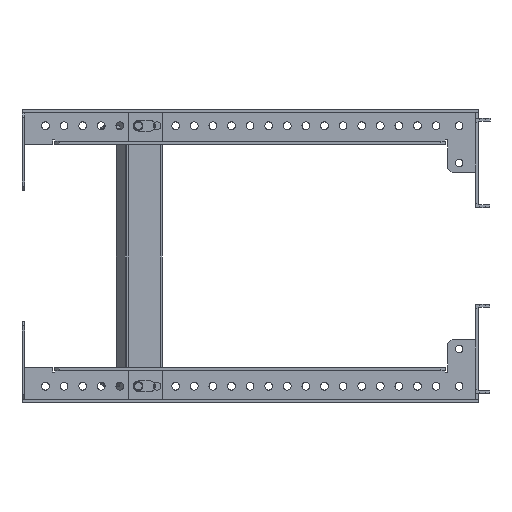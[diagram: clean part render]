
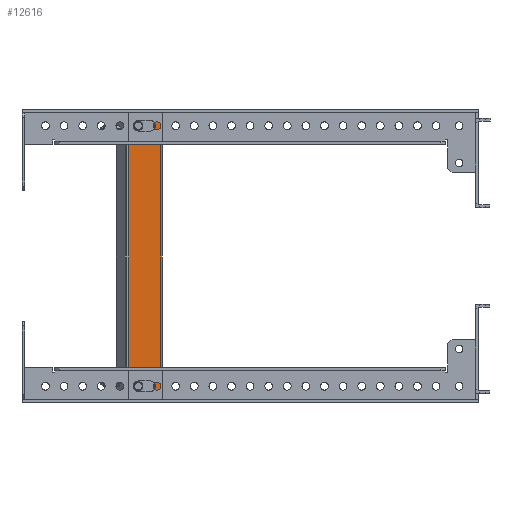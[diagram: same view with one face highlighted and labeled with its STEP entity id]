
A CAD part, front view. The second image highlights one B-rep face of the part: STEP entity #12616.
In plain terms, the highlighted planar face has unit normal (0, -1, 0).
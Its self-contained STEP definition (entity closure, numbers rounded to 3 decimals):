
#741 = DIRECTION ( 'NONE',  ( 0., -1., 0. ) ) ;
#782 = LINE ( 'NONE', #13724, #23594 ) ;
#865 = DIRECTION ( 'NONE',  ( 1., 0., 0. ) ) ;
#918 = DIRECTION ( 'NONE',  ( -1., 0., 0. ) ) ;
#1320 = LINE ( 'NONE', #27501, #1584 ) ;
#1323 = CARTESIAN_POINT ( 'NONE',  ( 1112.302, -254., -84. ) ) ;
#1419 = FACE_BOUND ( 'NONE', #28110, .T. ) ;
#1584 = VECTOR ( 'NONE', #17276, 1000. ) ;
#1775 = DIRECTION ( 'NONE',  ( -1., 0., 0. ) ) ;
#2221 = AXIS2_PLACEMENT_3D ( 'NONE', #17344, #17842, #25057 ) ;
#2468 = DIRECTION ( 'NONE',  ( -1., 0., 0. ) ) ;
#2492 = EDGE_CURVE ( 'NONE', #12914, #14564, #782, .T. ) ;
#2682 = CARTESIAN_POINT ( 'NONE',  ( 1128.304, -254., -97.5 ) ) ;
#2944 = LINE ( 'NONE', #15523, #15923 ) ;
#3074 = CARTESIAN_POINT ( 'NONE',  ( 1128.304, -254., -100.859 ) ) ;
#3177 = VECTOR ( 'NONE', #20552, 1000. ) ;
#3507 = VECTOR ( 'NONE', #11810, 1000. ) ;
#4466 = CARTESIAN_POINT ( 'NONE',  ( 1108.802, -254., 87.5 ) ) ;
#5185 = ORIENTED_EDGE ( 'NONE', *, *, #20354, .F. ) ;
#5603 = LINE ( 'NONE', #3074, #13774 ) ;
#5923 = CARTESIAN_POINT ( 'NONE',  ( 1112.302, -254., -91. ) ) ;
#6220 = ORIENTED_EDGE ( 'NONE', *, *, #11758, .F. ) ;
#6245 = EDGE_CURVE ( 'NONE', #23662, #22036, #16481, .T. ) ;
#6413 = ORIENTED_EDGE ( 'NONE', *, *, #22516, .T. ) ;
#7810 = AXIS2_PLACEMENT_3D ( 'NONE', #23076, #33400, #28329 ) ;
#8582 = ORIENTED_EDGE ( 'NONE', *, *, #15432, .T. ) ;
#9228 = PLANE ( 'NONE',  #23354 ) ;
#9577 = CARTESIAN_POINT ( 'NONE',  ( 1112.302, -254., 87.5 ) ) ;
#9933 = CARTESIAN_POINT ( 'NONE',  ( 1112.302, -254., 87.5 ) ) ;
#10405 = VERTEX_POINT ( 'NONE', #19533 ) ;
#10517 = VERTEX_POINT ( 'NONE', #28026 ) ;
#10933 = CIRCLE ( 'NONE', #2221, 3.5 ) ;
#11169 = DIRECTION ( 'NONE',  ( -1., 0., 0. ) ) ;
#11758 = EDGE_CURVE ( 'NONE', #14564, #10517, #13610, .T. ) ;
#11794 = ORIENTED_EDGE ( 'NONE', *, *, #32429, .F. ) ;
#11810 = DIRECTION ( 'NONE',  ( 1., 0., 0. ) ) ;
#12616 = ADVANCED_FACE ( 'NONE', ( #24754, #1419, #14529 ), #9228, .F. ) ;
#12804 = LINE ( 'NONE', #25061, #30639 ) ;
#12914 = VERTEX_POINT ( 'NONE', #2682 ) ;
#13158 = EDGE_CURVE ( 'NONE', #26795, #32136, #1320, .T. ) ;
#13212 = CARTESIAN_POINT ( 'NONE',  ( 1108.802, -254., -87.5 ) ) ;
#13245 = EDGE_LOOP ( 'NONE', ( #31650, #6413, #29426, #8582, #29715 ) ) ;
#13380 = ORIENTED_EDGE ( 'NONE', *, *, #22469, .F. ) ;
#13610 = LINE ( 'NONE', #31590, #3177 ) ;
#13724 = CARTESIAN_POINT ( 'NONE',  ( 1150.146, -254., -97.5 ) ) ;
#13774 = VECTOR ( 'NONE', #15999, 1000. ) ;
#13815 = LINE ( 'NONE', #5923, #27218 ) ;
#14014 = DIRECTION ( 'NONE',  ( 0., -1., 0. ) ) ;
#14059 = ORIENTED_EDGE ( 'NONE', *, *, #32530, .F. ) ;
#14230 = AXIS2_PLACEMENT_3D ( 'NONE', #9933, #27985, #2468 ) ;
#14370 = AXIS2_PLACEMENT_3D ( 'NONE', #32171, #741, #918 ) ;
#14529 = FACE_BOUND ( 'NONE', #13245, .T. ) ;
#14564 = VERTEX_POINT ( 'NONE', #20278 ) ;
#14689 = EDGE_CURVE ( 'NONE', #12914, #15882, #5603, .T. ) ;
#15192 = DIRECTION ( 'NONE',  ( 0., 1., 0. ) ) ;
#15262 = AXIS2_PLACEMENT_3D ( 'NONE', #9577, #15192, #1775 ) ;
#15432 = EDGE_CURVE ( 'NONE', #28560, #26795, #20861, .T. ) ;
#15523 = CARTESIAN_POINT ( 'NONE',  ( 1112.302, -254., -84. ) ) ;
#15599 = CARTESIAN_POINT ( 'NONE',  ( 1120.302, -254., -91. ) ) ;
#15616 = EDGE_CURVE ( 'NONE', #33136, #28560, #19425, .T. ) ;
#15689 = EDGE_CURVE ( 'NONE', #10517, #15882, #12804, .T. ) ;
#15882 = VERTEX_POINT ( 'NONE', #16152 ) ;
#15923 = VECTOR ( 'NONE', #20982, 1000. ) ;
#15973 = ORIENTED_EDGE ( 'NONE', *, *, #15689, .F. ) ;
#15999 = DIRECTION ( 'NONE',  ( 0., 0., 1. ) ) ;
#16152 = CARTESIAN_POINT ( 'NONE',  ( 1128.304, -254., 97.5 ) ) ;
#16481 = CIRCLE ( 'NONE', #14370, 3.5 ) ;
#17276 = DIRECTION ( 'NONE',  ( -1., 0., 0. ) ) ;
#17344 = CARTESIAN_POINT ( 'NONE',  ( 1112.302, -254., -87.5 ) ) ;
#17842 = DIRECTION ( 'NONE',  ( 0., -1., 0. ) ) ;
#17974 = AXIS2_PLACEMENT_3D ( 'NONE', #29476, #14014, #24392 ) ;
#19425 = LINE ( 'NONE', #24731, #3507 ) ;
#19533 = CARTESIAN_POINT ( 'NONE',  ( 1112.302, -254., -91. ) ) ;
#19614 = CARTESIAN_POINT ( 'NONE',  ( 1150.77, -254., 0. ) ) ;
#20090 = DIRECTION ( 'NONE',  ( 1., 0., 0. ) ) ;
#20161 = CIRCLE ( 'NONE', #14230, 3.5 ) ;
#20278 = CARTESIAN_POINT ( 'NONE',  ( 1105.802, -254., -97.5 ) ) ;
#20306 = CARTESIAN_POINT ( 'NONE',  ( 1112.302, -254., 84. ) ) ;
#20354 = EDGE_CURVE ( 'NONE', #21744, #23662, #2944, .T. ) ;
#20552 = DIRECTION ( 'NONE',  ( 0., 0., 1. ) ) ;
#20861 = CIRCLE ( 'NONE', #7810, 3.5 ) ;
#20982 = DIRECTION ( 'NONE',  ( -1., 0., 0. ) ) ;
#21125 = ORIENTED_EDGE ( 'NONE', *, *, #14689, .T. ) ;
#21164 = CARTESIAN_POINT ( 'NONE',  ( 1120.302, -254., -84. ) ) ;
#21550 = EDGE_CURVE ( 'NONE', #32136, #22526, #20161, .T. ) ;
#21744 = VERTEX_POINT ( 'NONE', #21164 ) ;
#22036 = VERTEX_POINT ( 'NONE', #13212 ) ;
#22340 = DIRECTION ( 'NONE',  ( 0., 1., 0. ) ) ;
#22469 = EDGE_CURVE ( 'NONE', #10405, #30797, #13815, .T. ) ;
#22516 = EDGE_CURVE ( 'NONE', #22526, #33136, #28298, .T. ) ;
#22526 = VERTEX_POINT ( 'NONE', #4466 ) ;
#22567 = ORIENTED_EDGE ( 'NONE', *, *, #2492, .F. ) ;
#23025 = ORIENTED_EDGE ( 'NONE', *, *, #6245, .F. ) ;
#23076 = CARTESIAN_POINT ( 'NONE',  ( 1120.302, -254., 87.5 ) ) ;
#23354 = AXIS2_PLACEMENT_3D ( 'NONE', #19614, #22340, #32678 ) ;
#23594 = VECTOR ( 'NONE', #11169, 1000. ) ;
#23662 = VERTEX_POINT ( 'NONE', #1323 ) ;
#24392 = DIRECTION ( 'NONE',  ( -1., 0., 0. ) ) ;
#24731 = CARTESIAN_POINT ( 'NONE',  ( 1112.302, -254., 91. ) ) ;
#24754 = FACE_OUTER_BOUND ( 'NONE', #31438, .T. ) ;
#25057 = DIRECTION ( 'NONE',  ( -1., 0., 0. ) ) ;
#25061 = CARTESIAN_POINT ( 'NONE',  ( 1105.802, -254., 97.5 ) ) ;
#25089 = CIRCLE ( 'NONE', #17974, 3.5 ) ;
#26795 = VERTEX_POINT ( 'NONE', #28742 ) ;
#27218 = VECTOR ( 'NONE', #865, 1000. ) ;
#27501 = CARTESIAN_POINT ( 'NONE',  ( 1112.302, -254., 84. ) ) ;
#27985 = DIRECTION ( 'NONE',  ( 0., 1., 0. ) ) ;
#28026 = CARTESIAN_POINT ( 'NONE',  ( 1105.802, -254., 97.5 ) ) ;
#28110 = EDGE_LOOP ( 'NONE', ( #13380, #14059, #23025, #5185, #11794 ) ) ;
#28282 = CARTESIAN_POINT ( 'NONE',  ( 1120.302, -254., 91. ) ) ;
#28298 = CIRCLE ( 'NONE', #15262, 3.5 ) ;
#28329 = DIRECTION ( 'NONE',  ( -1., 0., 0. ) ) ;
#28560 = VERTEX_POINT ( 'NONE', #28282 ) ;
#28742 = CARTESIAN_POINT ( 'NONE',  ( 1120.302, -254., 84. ) ) ;
#29043 = CARTESIAN_POINT ( 'NONE',  ( 1112.302, -254., 91. ) ) ;
#29426 = ORIENTED_EDGE ( 'NONE', *, *, #15616, .T. ) ;
#29476 = CARTESIAN_POINT ( 'NONE',  ( 1120.302, -254., -87.5 ) ) ;
#29715 = ORIENTED_EDGE ( 'NONE', *, *, #13158, .T. ) ;
#30639 = VECTOR ( 'NONE', #20090, 1000. ) ;
#30797 = VERTEX_POINT ( 'NONE', #15599 ) ;
#31438 = EDGE_LOOP ( 'NONE', ( #15973, #6220, #22567, #21125 ) ) ;
#31590 = CARTESIAN_POINT ( 'NONE',  ( 1105.802, -254., -97.5 ) ) ;
#31650 = ORIENTED_EDGE ( 'NONE', *, *, #21550, .T. ) ;
#32136 = VERTEX_POINT ( 'NONE', #20306 ) ;
#32171 = CARTESIAN_POINT ( 'NONE',  ( 1112.302, -254., -87.5 ) ) ;
#32429 = EDGE_CURVE ( 'NONE', #30797, #21744, #25089, .T. ) ;
#32530 = EDGE_CURVE ( 'NONE', #22036, #10405, #10933, .T. ) ;
#32678 = DIRECTION ( 'NONE',  ( 1., 0., 0. ) ) ;
#33136 = VERTEX_POINT ( 'NONE', #29043 ) ;
#33400 = DIRECTION ( 'NONE',  ( 0., 1., 0. ) ) ;
